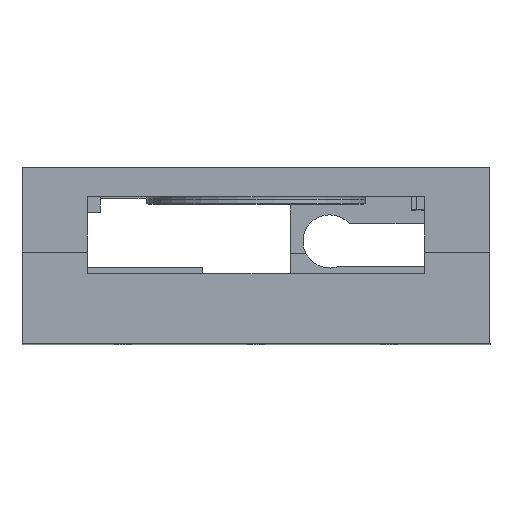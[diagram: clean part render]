
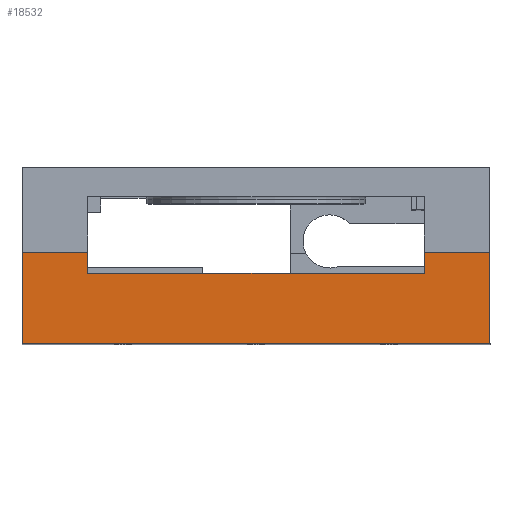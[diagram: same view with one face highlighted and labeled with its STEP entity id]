
A CAD part, top view. The second image highlights one B-rep face of the part: STEP entity #18532.
In plain terms, the highlighted planar face has unit normal (0, 0, 1).
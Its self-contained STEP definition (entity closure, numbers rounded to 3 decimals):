
#2800=FACE_OUTER_BOUND('',#3852,.T.);
#3852=EDGE_LOOP('',(#16914,#16915,#16916,#16917,#16918,#16919,#16920,#16921));
#5365=LINE('',#36094,#6927);
#5385=LINE('',#36136,#6947);
#5389=LINE('',#36145,#6951);
#5403=LINE('',#36175,#6965);
#5418=LINE('',#36205,#6980);
#5419=LINE('',#36206,#6981);
#5420=LINE('',#36208,#6982);
#5421=LINE('',#36209,#6983);
#6927=VECTOR('',#21977,10.);
#6947=VECTOR('',#22003,10.);
#6951=VECTOR('',#22011,10.);
#6965=VECTOR('',#22037,10.);
#6980=VECTOR('',#22060,10.);
#6981=VECTOR('',#22061,10.);
#6982=VECTOR('',#22062,10.);
#6983=VECTOR('',#22063,10.);
#8798=VERTEX_POINT('',#36091);
#8799=VERTEX_POINT('',#36093);
#8812=VERTEX_POINT('',#36122);
#8818=VERTEX_POINT('',#36134);
#8821=VERTEX_POINT('',#36144);
#8831=VERTEX_POINT('',#36173);
#8842=VERTEX_POINT('',#36204);
#8843=VERTEX_POINT('',#36207);
#11507=EDGE_CURVE('',#8799,#8798,#5365,.T.);
#11527=EDGE_CURVE('',#8812,#8818,#5385,.T.);
#11531=EDGE_CURVE('',#8821,#8799,#5389,.T.);
#11547=EDGE_CURVE('',#8831,#8798,#5403,.T.);
#11562=EDGE_CURVE('',#8831,#8842,#5418,.T.);
#11563=EDGE_CURVE('',#8842,#8812,#5419,.T.);
#11564=EDGE_CURVE('',#8818,#8843,#5420,.T.);
#11565=EDGE_CURVE('',#8843,#8821,#5421,.T.);
#16914=ORIENTED_EDGE('',*,*,#11507,.T.);
#16915=ORIENTED_EDGE('',*,*,#11547,.F.);
#16916=ORIENTED_EDGE('',*,*,#11562,.T.);
#16917=ORIENTED_EDGE('',*,*,#11563,.T.);
#16918=ORIENTED_EDGE('',*,*,#11527,.T.);
#16919=ORIENTED_EDGE('',*,*,#11564,.T.);
#16920=ORIENTED_EDGE('',*,*,#11565,.T.);
#16921=ORIENTED_EDGE('',*,*,#11531,.T.);
#17577=PLANE('',#19234);
#18532=ADVANCED_FACE('',(#2800),#17577,.T.);
#19234=AXIS2_PLACEMENT_3D('',#36203,#22058,#22059);
#21977=DIRECTION('',(-1.,0.,0.));
#22003=DIRECTION('',(-1.,0.,0.));
#22011=DIRECTION('',(0.,1.,0.));
#22037=DIRECTION('',(0.,1.,0.));
#22058=DIRECTION('center_axis',(0.,0.,1.));
#22059=DIRECTION('ref_axis',(1.,0.,0.));
#22060=DIRECTION('',(1.,0.,0.));
#22061=DIRECTION('',(0.,1.,0.));
#22062=DIRECTION('',(0.,-1.,0.));
#22063=DIRECTION('',(-1.,0.,0.));
#36091=CARTESIAN_POINT('',(-94.166,467.161,50.173));
#36093=CARTESIAN_POINT('',(-81.765,467.161,50.173));
#36094=CARTESIAN_POINT('',(-72.166,467.161,50.173));
#36122=CARTESIAN_POINT('',(-6.166,467.161,50.173));
#36134=CARTESIAN_POINT('',(-18.565,467.161,50.173));
#36136=CARTESIAN_POINT('',(-72.166,467.161,50.173));
#36144=CARTESIAN_POINT('',(-81.765,463.161,50.173));
#36145=CARTESIAN_POINT('',(-81.765,463.161,50.173));
#36173=CARTESIAN_POINT('',(-94.166,449.961,50.173));
#36175=CARTESIAN_POINT('',(-94.166,479.161,50.173));
#36203=CARTESIAN_POINT('Origin',(-94.166,479.161,50.173));
#36204=CARTESIAN_POINT('',(-6.166,449.961,50.173));
#36205=CARTESIAN_POINT('',(-94.166,449.961,50.173));
#36206=CARTESIAN_POINT('',(-6.166,479.161,50.173));
#36207=CARTESIAN_POINT('',(-18.565,463.161,50.173));
#36208=CARTESIAN_POINT('',(-18.565,477.617,50.173));
#36209=CARTESIAN_POINT('',(-18.565,463.161,50.173));
